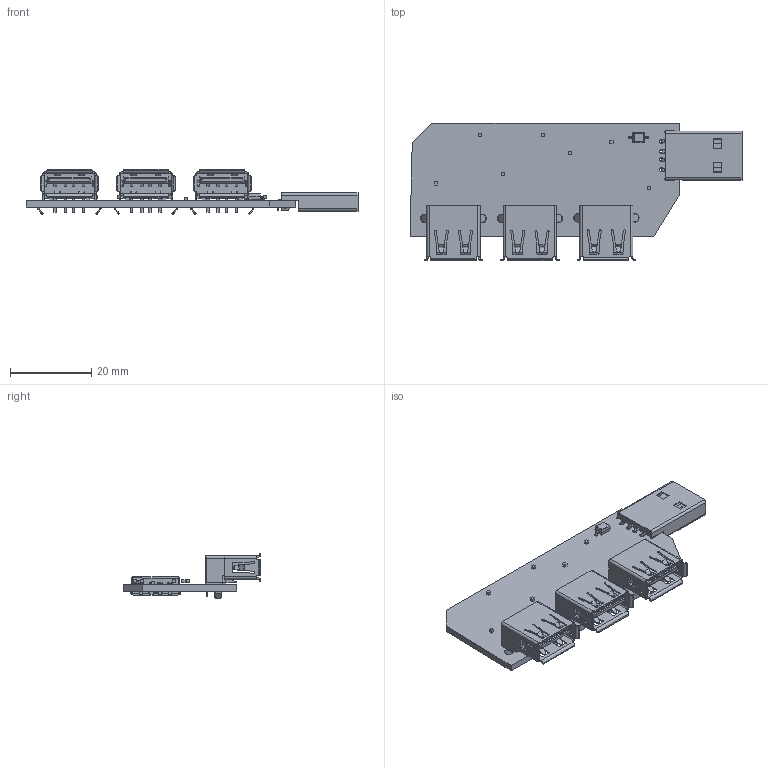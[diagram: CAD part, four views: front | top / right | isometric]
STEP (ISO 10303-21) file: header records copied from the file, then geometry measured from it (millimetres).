
FILE_DESCRIPTION(/* description */ ('Designed by EasyEDA Pro'),/* implementation_level */ '2;1');
FILE_NAME(/* name */ 'PCB v1.step',/* time_stamp */ '2025-08-04T22:39:28-07:00',/* author */ (''),/* organization */ (''),/* preprocessor_version */ 'ST-DEVELOPER v20.1',/* originating_system */ 'Autodesk Translation Framework v14.10.0.0',/* authorisation */ '');
FILE_SCHEMA (('AUTOMOTIVE_DESIGN { 1 0 10303 214 3 1 1 }'));
Length unit declared in the file: millimetre
Products named in the file (12): EasyEDA PCB Model~y9Aa; Board~y9Aa; C1~C0603~C0603_L1.6-W0.8-H0.8~y9Aa; U1~SOP-16_L10.0-W3.9-P1.27-LS6.0-BL~SOP-16_L9.9-W3.9-H1.5-LS6.0-P1.27
~y9Aa; SOP-16_L10.0-W3.9-P1.27-LS6.0-BL~SOP-16_L9.9-W3.9-H1.5-LS6.0-P1.27~y9
Aa; D1~SOD-323_L1.8-W1.3-LS2.5-RD~SOD-323_L1.8-W1.3-LS2.5-RD~y9Aa; SOD-323_L1.8-W1.3-LS2.5-RD~SOD-323_L1.8-W1.3-LS2.5-RD~y9Aa; USB1~USB-A-TH_U-G-04WD-W-01~USB-A-TH_4P-L12.0-W18.8-H4.5-S1.8~y9Aa; USB-A-TH_U-G-04WD-W-01~USB-A-TH_4P-L12.0-W18.8-H4.5-S1.8~y9Aa; C6~C0603~C0603_L1.6-W0.8-H0.8~y9Aa; USB2~USB-A-TH_C46407~USB-A-TH_4P-L14.4-W13.6-H7.0-S2.71~y9Aa; USB-A-TH_C46407~USB-A-TH_4P-L14.4-W13.6-H7.0-S2.71~y9Aa
Assembly tree (18 placements, depth 3):
  EasyEDA PCB Model~y9Aa
    Board~y9Aa
    C1~C0603~C0603_L1.6-W0.8-H0.8~y9Aa
      C6~C0603~C0603_L1.6-W0.8-H0.8~y9Aa
    U1~SOP-16_L10.0-W3.9-P1.27-LS6.0-BL~SOP-16_L9.9-W3.9-H1.5-LS6.0-P1.27
~y9Aa
      SOP-16_L10.0-W3.9-P1.27-LS6.0-BL~SOP-16_L9.9-W3.9-H1.5-LS6.0-P1.27~y9
Aa
    D1~SOD-323_L1.8-W1.3-LS2.5-RD~SOD-323_L1.8-W1.3-LS2.5-RD~y9Aa
      SOD-323_L1.8-W1.3-LS2.5-RD~SOD-323_L1.8-W1.3-LS2.5-RD~y9Aa
    USB1~USB-A-TH_U-G-04WD-W-01~USB-A-TH_4P-L12.0-W18.8-H4.5-S1.8~y9Aa
      USB-A-TH_U-G-04WD-W-01~USB-A-TH_4P-L12.0-W18.8-H4.5-S1.8~y9Aa
    USB2~USB-A-TH_C46407~USB-A-TH_4P-L14.4-W13.6-H7.0-S2.71~y9Aa  x3
      USB-A-TH_C46407~USB-A-TH_4P-L14.4-W13.6-H7.0-S2.71~y9Aa
    C6~C0603~C0603_L1.6-W0.8-H0.8~y9Aa  x5
Bounding box: 81.64 x 33.89 x 11.18 mm (x, y, z)
Volume: 5198.3 mm3; surface area: 10625.9 mm2
Topology: 17 solids, 17 shells, 3047 faces, 8233 edges, 5337 vertices
Faces by surface type: plane 1941, cylinder 600, bspline 486, sphere 20
Full cylindrical faces by diameter (mm): 0.8 x2, 0.92 x12, 1 x6, 2.1 x6
Entity records: 51978 total; most frequent: CARTESIAN_POINT 13465, ORIENTED_EDGE 8050, DIRECTION 6963, EDGE_CURVE 4025, LINE 2875, VECTOR 2875, VERTEX_POINT 2641, AXIS2_PLACEMENT_3D 2044
